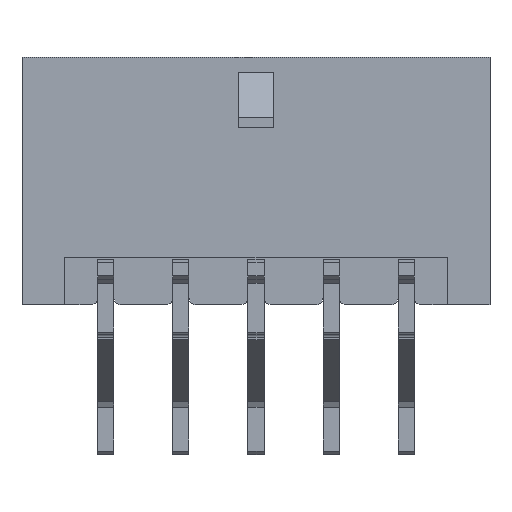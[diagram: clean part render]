
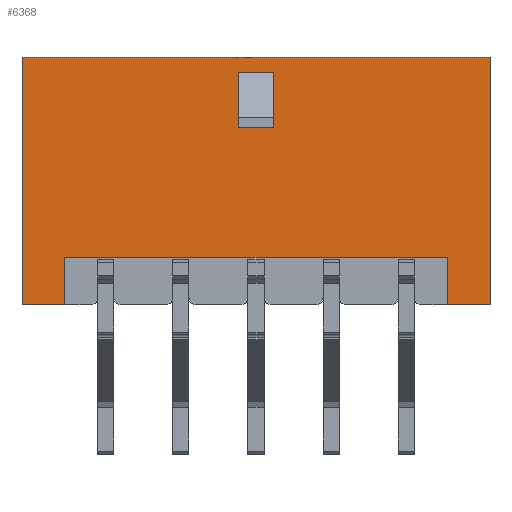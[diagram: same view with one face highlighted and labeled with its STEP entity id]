
A CAD part, front view. The second image highlights one B-rep face of the part: STEP entity #6368.
In plain terms, the highlighted planar face has unit normal (0, -1, 0).
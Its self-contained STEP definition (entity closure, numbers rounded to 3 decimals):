
#394=ORIENTED_EDGE('',*,*,#2248,.F.);
#395=ORIENTED_EDGE('',*,*,#2249,.F.);
#396=ORIENTED_EDGE('',*,*,#2250,.T.);
#397=ORIENTED_EDGE('',*,*,#2251,.T.);
#398=ORIENTED_EDGE('',*,*,#2252,.T.);
#399=ORIENTED_EDGE('',*,*,#2253,.T.);
#400=ORIENTED_EDGE('',*,*,#2091,.F.);
#401=ORIENTED_EDGE('',*,*,#2254,.T.);
#402=ORIENTED_EDGE('',*,*,#2255,.T.);
#403=ORIENTED_EDGE('',*,*,#2256,.F.);
#404=ORIENTED_EDGE('',*,*,#2257,.F.);
#405=ORIENTED_EDGE('',*,*,#2258,.T.);
#2091=EDGE_CURVE('',#3032,#3033,#3656,.T.);
#2248=EDGE_CURVE('',#3161,#3162,#3795,.T.);
#2249=EDGE_CURVE('',#3163,#3161,#3796,.T.);
#2250=EDGE_CURVE('',#3163,#3164,#3797,.T.);
#2251=EDGE_CURVE('',#3164,#3162,#3798,.T.);
#2252=EDGE_CURVE('',#3165,#3166,#3799,.T.);
#2253=EDGE_CURVE('',#3166,#3033,#3800,.T.);
#2254=EDGE_CURVE('',#3032,#3167,#3801,.T.);
#2255=EDGE_CURVE('',#3167,#3168,#3802,.T.);
#2256=EDGE_CURVE('',#3169,#3168,#3803,.T.);
#2257=EDGE_CURVE('',#3170,#3169,#3804,.T.);
#2258=EDGE_CURVE('',#3170,#3165,#3805,.T.);
#3032=VERTEX_POINT('',#8846);
#3033=VERTEX_POINT('',#8848);
#3161=VERTEX_POINT('',#9163);
#3162=VERTEX_POINT('',#9164);
#3163=VERTEX_POINT('',#9166);
#3164=VERTEX_POINT('',#9168);
#3165=VERTEX_POINT('',#9171);
#3166=VERTEX_POINT('',#9172);
#3167=VERTEX_POINT('',#9175);
#3168=VERTEX_POINT('',#9177);
#3169=VERTEX_POINT('',#9179);
#3170=VERTEX_POINT('',#9181);
#3656=LINE('',#8847,#4529);
#3795=LINE('',#9162,#4668);
#3796=LINE('',#9165,#4669);
#3797=LINE('',#9167,#4670);
#3798=LINE('',#9169,#4671);
#3799=LINE('',#9170,#4672);
#3800=LINE('',#9173,#4673);
#3801=LINE('',#9174,#4674);
#3802=LINE('',#9176,#4675);
#3803=LINE('',#9178,#4676);
#3804=LINE('',#9180,#4677);
#3805=LINE('',#9182,#4678);
#4529=VECTOR('',#7146,1000.);
#4668=VECTOR('',#7381,1000.);
#4669=VECTOR('',#7382,1000.);
#4670=VECTOR('',#7383,1000.);
#4671=VECTOR('',#7384,1000.);
#4672=VECTOR('',#7385,1000.);
#4673=VECTOR('',#7386,1000.);
#4674=VECTOR('',#7387,1000.);
#4675=VECTOR('',#7388,1000.);
#4676=VECTOR('',#7389,1000.);
#4677=VECTOR('',#7390,1000.);
#4678=VECTOR('',#7391,1000.);
#5399=EDGE_LOOP('',(#394,#395,#396,#397));
#5400=EDGE_LOOP('',(#398,#399,#400,#401,#402,#403,#404,#405));
#5740=FACE_BOUND('',#5399,.T.);
#5741=FACE_BOUND('',#5400,.T.);
#6081=PLANE('',#6742);
#6368=ADVANCED_FACE('',(#5740,#5741),#6081,.T.);
#6742=AXIS2_PLACEMENT_3D('',#9161,#7379,#7380);
#7146=DIRECTION('',(-1.,0.,0.));
#7379=DIRECTION('',(0.,-1.,0.));
#7380=DIRECTION('',(0.,0.,-1.));
#7381=DIRECTION('',(-1.,0.,0.));
#7382=DIRECTION('',(0.,0.,1.));
#7383=DIRECTION('',(-1.,0.,0.));
#7384=DIRECTION('',(0.,0.,1.));
#7385=DIRECTION('',(1.,0.,0.));
#7386=DIRECTION('',(0.,0.,-1.));
#7387=DIRECTION('',(0.,0.,1.));
#7388=DIRECTION('',(-1.,0.,0.));
#7389=DIRECTION('',(0.,0.,1.));
#7390=DIRECTION('',(-1.,0.,0.));
#7391=DIRECTION('',(0.,0.,1.));
#8846=CARTESIAN_POINT('',(9.35,-3.43,-4.95));
#8847=CARTESIAN_POINT('',(9.35,-3.43,-4.95));
#8848=CARTESIAN_POINT('',(7.65,-3.43,-4.95));
#9161=CARTESIAN_POINT('',(9.35,-3.43,-4.95));
#9162=CARTESIAN_POINT('',(0.7,-3.43,4.35));
#9163=CARTESIAN_POINT('',(0.7,-3.43,4.35));
#9164=CARTESIAN_POINT('',(-0.7,-3.43,4.35));
#9165=CARTESIAN_POINT('',(0.7,-3.43,2.15));
#9166=CARTESIAN_POINT('',(0.7,-3.43,2.15));
#9167=CARTESIAN_POINT('',(0.7,-3.43,2.15));
#9168=CARTESIAN_POINT('',(-0.7,-3.43,2.15));
#9169=CARTESIAN_POINT('',(-0.7,-3.43,2.15));
#9170=CARTESIAN_POINT('',(-7.65,-3.43,-3.05));
#9171=CARTESIAN_POINT('',(-7.65,-3.43,-3.05));
#9172=CARTESIAN_POINT('',(7.65,-3.43,-3.05));
#9173=CARTESIAN_POINT('',(7.65,-3.43,-3.05));
#9174=CARTESIAN_POINT('',(9.35,-3.43,-4.95));
#9175=CARTESIAN_POINT('',(9.35,-3.43,4.95));
#9176=CARTESIAN_POINT('',(9.35,-3.43,4.95));
#9177=CARTESIAN_POINT('',(-9.35,-3.43,4.95));
#9178=CARTESIAN_POINT('',(-9.35,-3.43,-4.95));
#9179=CARTESIAN_POINT('',(-9.35,-3.43,-4.95));
#9180=CARTESIAN_POINT('',(9.35,-3.43,-4.95));
#9181=CARTESIAN_POINT('',(-7.65,-3.43,-4.95));
#9182=CARTESIAN_POINT('',(-7.65,-3.43,-4.95));
